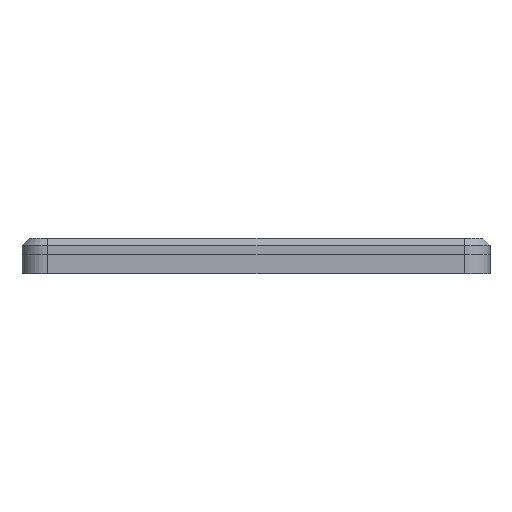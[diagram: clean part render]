
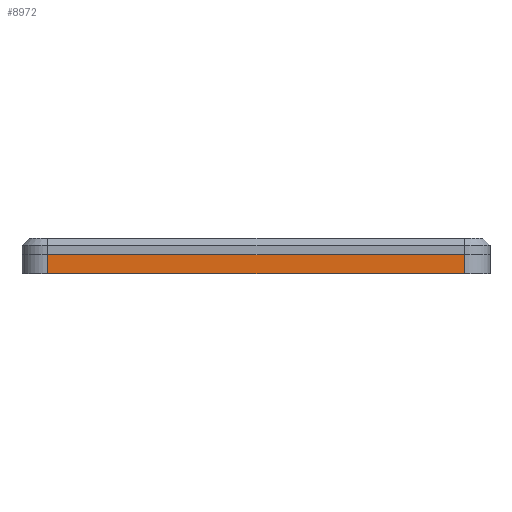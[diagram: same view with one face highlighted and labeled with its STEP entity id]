
A CAD part, left-side view. The second image highlights one B-rep face of the part: STEP entity #8972.
In plain terms, the highlighted planar face has unit normal (-1, 0, 0).
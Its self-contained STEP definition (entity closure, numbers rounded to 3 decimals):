
#999=LINE('',#14780,#1668);
#1036=LINE('',#14903,#1705);
#1094=LINE('',#15127,#1763);
#1095=LINE('',#15128,#1764);
#1668=VECTOR('',#12279,10.);
#1705=VECTOR('',#12400,10.);
#1763=VECTOR('',#12660,10.);
#1764=VECTOR('',#12661,10.);
#2483=FACE_OUTER_BOUND('',#3308,.T.);
#3308=EDGE_LOOP('',(#8181,#8182,#8183,#8184));
#4514=VERTEX_POINT('',#14765);
#4521=VERTEX_POINT('',#14778);
#4564=VERTEX_POINT('',#14900);
#4565=VERTEX_POINT('',#14902);
#5655=EDGE_CURVE('',#4521,#4514,#999,.T.);
#5716=EDGE_CURVE('',#4564,#4565,#1036,.T.);
#5819=EDGE_CURVE('',#4514,#4564,#1094,.T.);
#5820=EDGE_CURVE('',#4521,#4565,#1095,.T.);
#8181=ORIENTED_EDGE('',*,*,#5819,.F.);
#8182=ORIENTED_EDGE('',*,*,#5655,.F.);
#8183=ORIENTED_EDGE('',*,*,#5820,.T.);
#8184=ORIENTED_EDGE('',*,*,#5716,.F.);
#8405=PLANE('',#10001);
#8972=ADVANCED_FACE('',(#2483),#8405,.T.);
#10001=AXIS2_PLACEMENT_3D('',#15126,#12658,#12659);
#12279=DIRECTION('',(0.,1.,0.));
#12400=DIRECTION('',(0.,-1.,0.));
#12658=DIRECTION('center_axis',(-1.,0.,0.));
#12659=DIRECTION('ref_axis',(0.,1.,0.));
#12660=DIRECTION('',(0.,0.,1.));
#12661=DIRECTION('',(0.,0.,1.));
#14765=CARTESIAN_POINT('',(-109.,54.75,-2.2));
#14778=CARTESIAN_POINT('',(-109.,-59.25,-2.2));
#14780=CARTESIAN_POINT('',(-109.,-59.25,-2.2));
#14900=CARTESIAN_POINT('',(-109.,54.75,3.));
#14902=CARTESIAN_POINT('',(-109.,-59.25,3.));
#14903=CARTESIAN_POINT('',(-109.,26.25,3.));
#15126=CARTESIAN_POINT('Origin',(-109.,-59.25,0.));
#15127=CARTESIAN_POINT('',(-109.,54.75,0.));
#15128=CARTESIAN_POINT('',(-109.,-59.25,0.));
